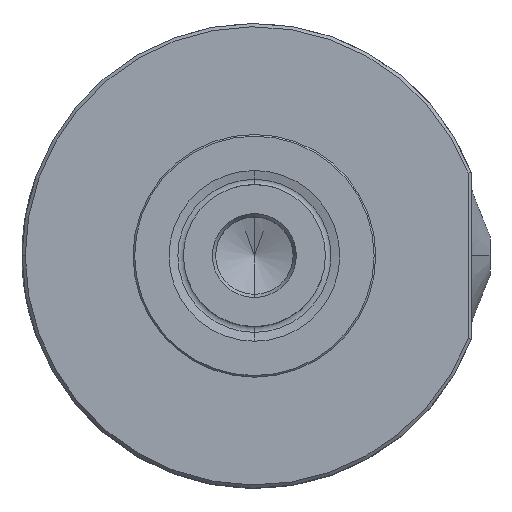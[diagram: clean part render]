
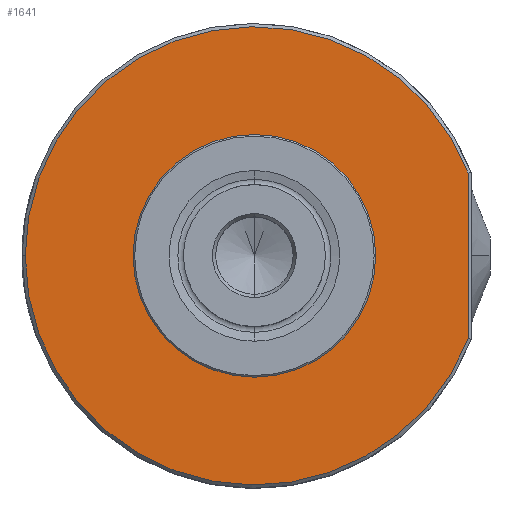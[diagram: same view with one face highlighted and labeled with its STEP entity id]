
A CAD part, top view. The second image highlights one B-rep face of the part: STEP entity #1641.
In plain terms, the highlighted planar face has unit normal (0, 0, 1).
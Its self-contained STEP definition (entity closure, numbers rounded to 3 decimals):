
#805=EDGE_CURVE('NONE',#1785,#1501,#2220,.T.);
#819=EDGE_CURVE('NONE',#1501,#1785,#2235,.T.);
#851=EDGE_CURVE('NONE',#1525,#1339,#2267,.T.);
#1339=VERTEX_POINT('NONE',#2810);
#1501=VERTEX_POINT('NONE',#2994);
#1525=VERTEX_POINT('NONE',#3024);
#1641=ADVANCED_FACE('NONE',(#3156,#3157),#3158,.F.);
#1749=VERTEX_POINT('NONE',#3273);
#1785=VERTEX_POINT('NONE',#3314);
#1843=EDGE_CURVE('NONE',#1339,#1749,#3380,.T.);
#2131=EDGE_CURVE('NONE',#1749,#1525,#3700,.T.);
#2220=CIRCLE('',#3850,9.4);
#2235=CIRCLE('',#3874,9.4);
#2267=LINE('',#3940,#3941);
#2810=CARTESIAN_POINT('',(16.55,6.416,-0.15));
#2994=CARTESIAN_POINT('',(0.,9.4,-0.15));
#3024=CARTESIAN_POINT('',(16.55,-6.416,-0.15));
#3156=FACE_OUTER_BOUND('',#5772,.T.);
#3157=FACE_BOUND('',#5773,.T.);
#3158=PLANE('',#5774);
#3273=CARTESIAN_POINT('',(-17.75,0.,-0.15));
#3314=CARTESIAN_POINT('',(0.,-9.4,-0.15));
#3380=CIRCLE('',#6170,17.75);
#3700=CIRCLE('',#6760,17.75);
#3850=AXIS2_PLACEMENT_3D('',#6806,#6807,#6808);
#3874=AXIS2_PLACEMENT_3D('',#6822,#6823,#6824);
#3940=CARTESIAN_POINT('',(16.55,8.0,-0.15));
#3941=VECTOR('',#6841,1000.0);
#5772=EDGE_LOOP('',(#7897,#7898,#7899));
#5773=EDGE_LOOP('',(#7900,#7901));
#5774=AXIS2_PLACEMENT_3D('',#7902,#7903,#7904);
#6170=AXIS2_PLACEMENT_3D('',#8156,#8157,#8158);
#6760=AXIS2_PLACEMENT_3D('',#8559,#8560,#8561);
#6806=CARTESIAN_POINT('',(0.0,0.0,-0.15));
#6807=DIRECTION('',(-0.0,0.0,-1.0));
#6808=DIRECTION('',(-1.0,0.,0.0));
#6822=CARTESIAN_POINT('',(0.0,0.0,-0.15));
#6823=DIRECTION('',(-0.0,0.0,-1.0));
#6824=DIRECTION('',(-1.0,0.,0.0));
#6841=DIRECTION('',(0.,1.0,0.0));
#7897=ORIENTED_EDGE('',*,*,#1843,.T.);
#7898=ORIENTED_EDGE('',*,*,#2131,.T.);
#7899=ORIENTED_EDGE('',*,*,#851,.T.);
#7900=ORIENTED_EDGE('',*,*,#819,.T.);
#7901=ORIENTED_EDGE('',*,*,#805,.T.);
#7902=CARTESIAN_POINT('',(0.,8.0,-0.15));
#7903=DIRECTION('',(0.0,0.0,-1.0));
#7904=DIRECTION('',(0.,1.0,0.0));
#8156=CARTESIAN_POINT('',(0.0,0.0,-0.15));
#8157=DIRECTION('',(0.0,-0.0,1.0));
#8158=DIRECTION('',(1.0,0.,0.0));
#8559=CARTESIAN_POINT('',(0.0,0.0,-0.15));
#8560=DIRECTION('',(0.0,-0.0,1.0));
#8561=DIRECTION('',(1.0,0.,0.0));
